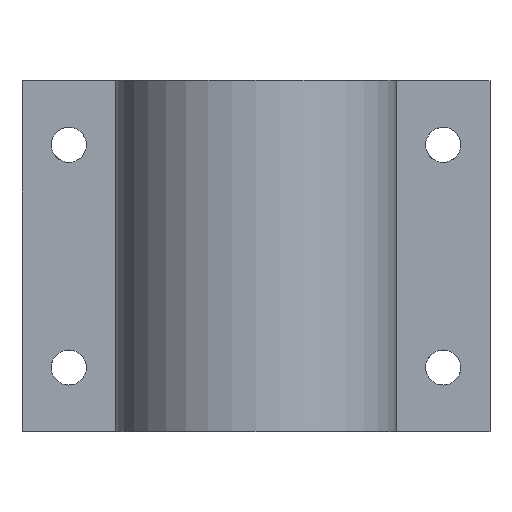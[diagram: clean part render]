
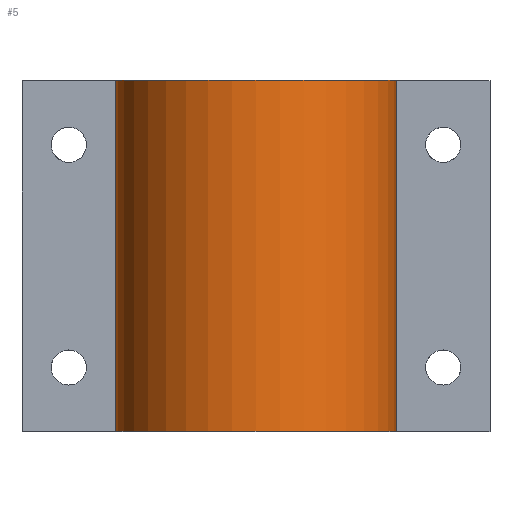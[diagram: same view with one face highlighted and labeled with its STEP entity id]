
A CAD part, top view. The second image highlights one B-rep face of the part: STEP entity #5.
In plain terms, the highlighted cylindrical face has radius 12 mm (diameter 24 mm), a partial arc.
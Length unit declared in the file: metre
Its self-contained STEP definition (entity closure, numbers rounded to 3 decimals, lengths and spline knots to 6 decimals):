
#5 = ADVANCED_FACE ( 'NONE', ( #273 ), #115, .T. ) ;
#12 = CARTESIAN_POINT ( 'NONE',  ( 0.032, -0.03, 0.01 ) ) ;
#17 = VECTOR ( 'NONE', #648, 1. ) ;
#21 = EDGE_CURVE ( 'NONE', #255, #690, #170, .T. ) ;
#23 = CARTESIAN_POINT ( 'NONE',  ( 0.032, 0., 0.01 ) ) ;
#28 = CARTESIAN_POINT ( 'NONE',  ( 0.008, -0.03, 0.01 ) ) ;
#35 = LINE ( 'NONE', #677, #67 ) ;
#46 = EDGE_CURVE ( 'NONE', #629, #255, #504, .T. ) ;
#63 = EDGE_CURVE ( 'NONE', #492, #690, #678, .T. ) ;
#67 = VECTOR ( 'NONE', #201, 1. ) ;
#73 = AXIS2_PLACEMENT_3D ( 'NONE', #607, #497, #393 ) ;
#102 = ORIENTED_EDGE ( 'NONE', *, *, #46, .T. ) ;
#115 = CYLINDRICAL_SURFACE ( 'NONE', #355, 0.012 ) ;
#131 = CARTESIAN_POINT ( 'NONE',  ( 0.008, 0., 0.01 ) ) ;
#170 = LINE ( 'NONE', #548, #17 ) ;
#171 = EDGE_CURVE ( 'NONE', #629, #492, #35, .T. ) ;
#175 = DIRECTION ( 'NONE',  ( 0., 0., -1. ) ) ;
#182 = DIRECTION ( 'NONE',  ( 0., 0., -1. ) ) ;
#201 = DIRECTION ( 'NONE',  ( 0., -1., 0. ) ) ;
#255 = VERTEX_POINT ( 'NONE', #131 ) ;
#261 = ORIENTED_EDGE ( 'NONE', *, *, #63, .F. ) ;
#273 = FACE_OUTER_BOUND ( 'NONE', #302, .T. ) ;
#281 = DIRECTION ( 'NONE',  ( 0., -1., 0. ) ) ;
#284 = ORIENTED_EDGE ( 'NONE', *, *, #171, .F. ) ;
#302 = EDGE_LOOP ( 'NONE', ( #261, #284, #102, #466 ) ) ;
#329 = CARTESIAN_POINT ( 'NONE',  ( 0.02, 0., 0.01 ) ) ;
#355 = AXIS2_PLACEMENT_3D ( 'NONE', #329, #281, #175 ) ;
#385 = CARTESIAN_POINT ( 'NONE',  ( 0.02, 0., 0.01 ) ) ;
#393 = DIRECTION ( 'NONE',  ( 0., 0., -1. ) ) ;
#466 = ORIENTED_EDGE ( 'NONE', *, *, #21, .T. ) ;
#492 = VERTEX_POINT ( 'NONE', #12 ) ;
#497 = DIRECTION ( 'NONE',  ( 0., -1., 0. ) ) ;
#504 = CIRCLE ( 'NONE', #592, 0.012 ) ;
#548 = CARTESIAN_POINT ( 'NONE',  ( 0.008, 0., 0.01 ) ) ;
#592 = AXIS2_PLACEMENT_3D ( 'NONE', #385, #657, #182 ) ;
#607 = CARTESIAN_POINT ( 'NONE',  ( 0.02, -0.03, 0.01 ) ) ;
#629 = VERTEX_POINT ( 'NONE', #23 ) ;
#648 = DIRECTION ( 'NONE',  ( 0., -1., 0. ) ) ;
#657 = DIRECTION ( 'NONE',  ( 0., -1., 0. ) ) ;
#677 = CARTESIAN_POINT ( 'NONE',  ( 0.032, 0., 0.01 ) ) ;
#678 = CIRCLE ( 'NONE', #73, 0.012 ) ;
#690 = VERTEX_POINT ( 'NONE', #28 ) ;
